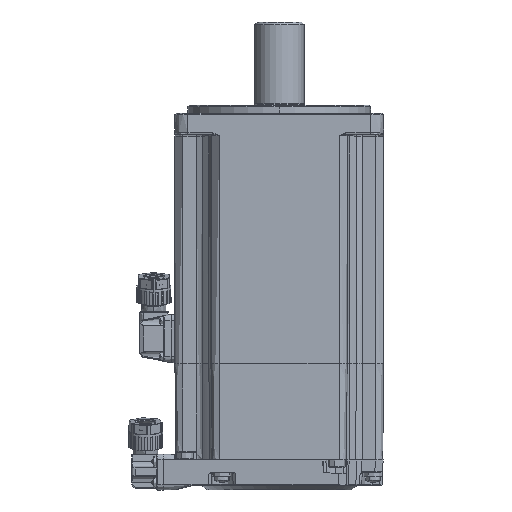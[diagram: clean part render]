
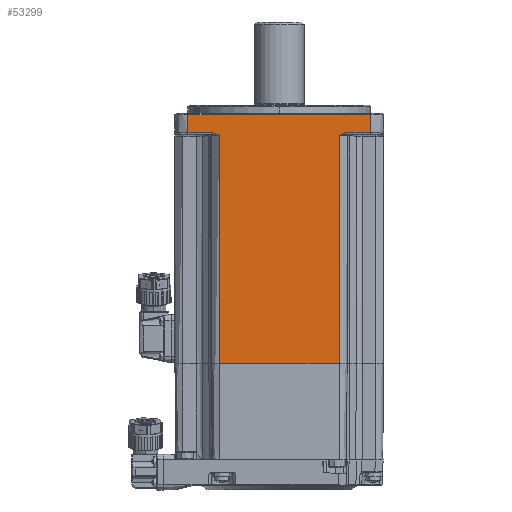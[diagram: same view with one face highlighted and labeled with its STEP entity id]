
A CAD part, left-side view. The second image highlights one B-rep face of the part: STEP entity #53299.
In plain terms, the highlighted planar face has unit normal (-1, 0, 0).
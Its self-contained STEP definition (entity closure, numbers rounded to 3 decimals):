
#243 = CARTESIAN_POINT ( 'NONE',  ( -40., -23., 8. ) ) ;
#466 = DIRECTION ( 'NONE',  ( 1., 0., 0. ) ) ;
#1498 = VECTOR ( 'NONE', #41028, 1000. ) ;
#1721 = LINE ( 'NONE', #21787, #35351 ) ;
#1802 = DIRECTION ( 'NONE',  ( 0., 1., 0. ) ) ;
#2822 = EDGE_CURVE ( 'NONE', #3559, #6877, #41024, .T. ) ;
#3309 = CARTESIAN_POINT ( 'NONE',  ( -40., -23., -88. ) ) ;
#3343 = VECTOR ( 'NONE', #7972, 1000. ) ;
#3559 = VERTEX_POINT ( 'NONE', #29450 ) ;
#3617 = LINE ( 'NONE', #19318, #3343 ) ;
#4045 = CARTESIAN_POINT ( 'NONE',  ( -40., 35., 0.491 ) ) ;
#4130 = ORIENTED_EDGE ( 'NONE', *, *, #25999, .T. ) ;
#4197 = CARTESIAN_POINT ( 'NONE',  ( -40., 0., 8. ) ) ;
#4765 = CARTESIAN_POINT ( 'NONE',  ( -40., 35., 7.5 ) ) ;
#6877 = VERTEX_POINT ( 'NONE', #32289 ) ;
#7869 = VECTOR ( 'NONE', #42655, 1000. ) ;
#7972 = DIRECTION ( 'NONE',  ( 0., 0., -1. ) ) ;
#9507 = CARTESIAN_POINT ( 'NONE',  ( -40., -35., 8. ) ) ;
#10211 = VECTOR ( 'NONE', #65296, 1000. ) ;
#10312 = DIRECTION ( 'NONE',  ( 0., 0., 1. ) ) ;
#10564 = CARTESIAN_POINT ( 'NONE',  ( -40., -23.749, -0.019 ) ) ;
#10635 = EDGE_CURVE ( 'NONE', #31825, #3559, #33309, .T. ) ;
#10708 = VECTOR ( 'NONE', #27806, 1000. ) ;
#12915 = VERTEX_POINT ( 'NONE', #58350 ) ;
#13129 = VERTEX_POINT ( 'NONE', #39266 ) ;
#15329 = LINE ( 'NONE', #243, #18060 ) ;
#16486 = CARTESIAN_POINT ( 'NONE',  ( -40., 24.35, 0.259 ) ) ;
#16606 = LINE ( 'NONE', #20313, #1498 ) ;
#16773 = DIRECTION ( 'NONE',  ( 0., 1., 0. ) ) ;
#18060 = VECTOR ( 'NONE', #10312, 1000. ) ;
#19318 = CARTESIAN_POINT ( 'NONE',  ( -40., 35., 0. ) ) ;
#19999 = AXIS2_PLACEMENT_3D ( 'NONE', #4197, #466, #1802 ) ;
#20313 = CARTESIAN_POINT ( 'NONE',  ( -40., 0., 0.491 ) ) ;
#20428 = EDGE_CURVE ( 'NONE', #6877, #46707, #28145, .T. ) ;
#20610 = CARTESIAN_POINT ( 'NONE',  ( -40., -24.35, 0.259 ) ) ;
#21502 = CARTESIAN_POINT ( 'NONE',  ( -40., 25.432, 0.491 ) ) ;
#21787 = CARTESIAN_POINT ( 'NONE',  ( -40., 26., -88. ) ) ;
#22224 = EDGE_CURVE ( 'NONE', #65205, #33777, #26368, .T. ) ;
#23795 = CARTESIAN_POINT ( 'NONE',  ( -40., 23., -88. ) ) ;
#25946 = CARTESIAN_POINT ( 'NONE',  ( -40., -23., -0.491 ) ) ;
#25999 = EDGE_CURVE ( 'NONE', #13129, #12915, #29177, .T. ) ;
#26368 = B_SPLINE_CURVE_WITH_KNOTS ( 'NONE', 3,
 ( #25946, #41625, #10564, #20610, #62005, #45996, #36612, #51357 ),
 .UNSPECIFIED., .F., .F.,
 ( 4, 2, 2, 4 ),
 ( 0., 0.001, 0.002, 0.003 ),
 .UNSPECIFIED. ) ;
#26845 = CARTESIAN_POINT ( 'NONE',  ( -40., 24.558, 0.34 ) ) ;
#27176 = CARTESIAN_POINT ( 'NONE',  ( -40., 23.374, -0.255 ) ) ;
#27806 = DIRECTION ( 'NONE',  ( 0., 0., -1. ) ) ;
#28145 = LINE ( 'NONE', #59538, #10708 ) ;
#29177 = LINE ( 'NONE', #4765, #54900 ) ;
#29450 = CARTESIAN_POINT ( 'NONE',  ( -40., 25.432, 0.491 ) ) ;
#29617 = PLANE ( 'NONE',  #19999 ) ;
#30933 = EDGE_CURVE ( 'NONE', #12915, #31825, #3617, .T. ) ;
#31261 = ORIENTED_EDGE ( 'NONE', *, *, #2822, .T. ) ;
#31825 = VERTEX_POINT ( 'NONE', #4045 ) ;
#32289 = CARTESIAN_POINT ( 'NONE',  ( -40., 23., -0.491 ) ) ;
#33309 = LINE ( 'NONE', #38631, #7869 ) ;
#33777 = VERTEX_POINT ( 'NONE', #60154 ) ;
#34186 = DIRECTION ( 'NONE',  ( 0., 1., 0. ) ) ;
#34626 = FACE_OUTER_BOUND ( 'NONE', #36210, .T. ) ;
#34776 = ORIENTED_EDGE ( 'NONE', *, *, #20428, .T. ) ;
#35187 = EDGE_CURVE ( 'NONE', #37621, #46707, #1721, .T. ) ;
#35351 = VECTOR ( 'NONE', #16773, 1000. ) ;
#36136 = ORIENTED_EDGE ( 'NONE', *, *, #41319, .T. ) ;
#36210 = EDGE_LOOP ( 'NONE', ( #51128, #4130, #44863, #58709, #31261, #34776, #36693, #36136, #37006, #57939 ) ) ;
#36612 = CARTESIAN_POINT ( 'NONE',  ( -40., -25.207, 0.491 ) ) ;
#36693 = ORIENTED_EDGE ( 'NONE', *, *, #35187, .F. ) ;
#36867 = CARTESIAN_POINT ( 'NONE',  ( -40., 23.749, -0.019 ) ) ;
#37006 = ORIENTED_EDGE ( 'NONE', *, *, #22224, .T. ) ;
#37621 = VERTEX_POINT ( 'NONE', #3309 ) ;
#38631 = CARTESIAN_POINT ( 'NONE',  ( -40., 0., 0.491 ) ) ;
#39266 = CARTESIAN_POINT ( 'NONE',  ( -40., -35., 7.5 ) ) ;
#41024 = B_SPLINE_CURVE_WITH_KNOTS ( 'NONE', 3,
 ( #21502, #42869, #57934, #26845, #16486, #36867, #27176, #57292 ),
 .UNSPECIFIED., .F., .F.,
 ( 4, 2, 2, 4 ),
 ( 0., 0.001, 0.001, 0.003 ),
 .UNSPECIFIED. ) ;
#41028 = DIRECTION ( 'NONE',  ( 0., -1., 0. ) ) ;
#41319 = EDGE_CURVE ( 'NONE', #37621, #65205, #15329, .T. ) ;
#41625 = CARTESIAN_POINT ( 'NONE',  ( -40., -23.373, -0.256 ) ) ;
#42655 = DIRECTION ( 'NONE',  ( 0., -1., 0. ) ) ;
#42869 = CARTESIAN_POINT ( 'NONE',  ( -40., 25.207, 0.491 ) ) ;
#44863 = ORIENTED_EDGE ( 'NONE', *, *, #30933, .T. ) ;
#45996 = CARTESIAN_POINT ( 'NONE',  ( -40., -24.988, 0.456 ) ) ;
#46707 = VERTEX_POINT ( 'NONE', #23795 ) ;
#51128 = ORIENTED_EDGE ( 'NONE', *, *, #63439, .T. ) ;
#51357 = CARTESIAN_POINT ( 'NONE',  ( -40., -25.432, 0.491 ) ) ;
#53299 = ADVANCED_FACE ( 'NONE', ( #34626 ), #29617, .F. ) ;
#54168 = VERTEX_POINT ( 'NONE', #61751 ) ;
#54900 = VECTOR ( 'NONE', #34186, 1000. ) ;
#57292 = CARTESIAN_POINT ( 'NONE',  ( -40., 23., -0.491 ) ) ;
#57934 = CARTESIAN_POINT ( 'NONE',  ( -40., 24.988, 0.456 ) ) ;
#57939 = ORIENTED_EDGE ( 'NONE', *, *, #61239, .T. ) ;
#58350 = CARTESIAN_POINT ( 'NONE',  ( -40., 35., 7.5 ) ) ;
#58709 = ORIENTED_EDGE ( 'NONE', *, *, #10635, .T. ) ;
#59538 = CARTESIAN_POINT ( 'NONE',  ( -40., 23., 8. ) ) ;
#60154 = CARTESIAN_POINT ( 'NONE',  ( -40., -25.432, 0.491 ) ) ;
#60386 = CARTESIAN_POINT ( 'NONE',  ( -40., -23., -0.491 ) ) ;
#60976 = LINE ( 'NONE', #9507, #10211 ) ;
#61239 = EDGE_CURVE ( 'NONE', #33777, #54168, #16606, .T. ) ;
#61751 = CARTESIAN_POINT ( 'NONE',  ( -40., -35., 0.491 ) ) ;
#62005 = CARTESIAN_POINT ( 'NONE',  ( -40., -24.558, 0.34 ) ) ;
#63439 = EDGE_CURVE ( 'NONE', #54168, #13129, #60976, .T. ) ;
#65205 = VERTEX_POINT ( 'NONE', #60386 ) ;
#65296 = DIRECTION ( 'NONE',  ( 0., 0., 1. ) ) ;
